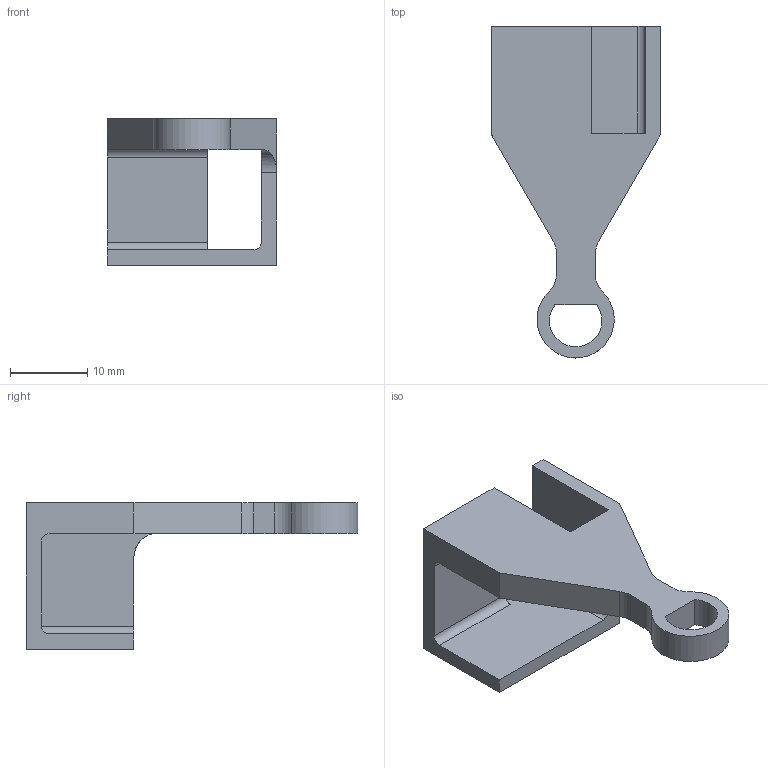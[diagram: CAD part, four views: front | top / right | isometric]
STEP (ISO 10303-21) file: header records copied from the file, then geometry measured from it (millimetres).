
FILE_DESCRIPTION(/* description */ (''),/* implementation_level */ '2;1');
FILE_NAME(/* name */ 'YpartKnucleV2.ipt.stp',/* time_stamp */ '2021-06-20T10:03:15-05:00',/* author */ ('svale'),/* organization */ (''),/* preprocessor_version */ 'ST-DEVELOPER v18.1',/* originating_system */ 'Autodesk Inventor 2021',/* authorisation */ '');
FILE_SCHEMA (('AUTOMOTIVE_DESIGN { 1 0 10303 214 3 1 1 }'));
Length unit declared in the file: millimetre
Products named in the file (1): YpartKnucleV2
Bounding box: 22 x 43.04 x 19 mm (x, y, z)
Volume: 3247.7 mm3; surface area: 3075 mm2
Topology: 1 solids, 1 shells, 27 faces, 82 edges, 57 vertices
Faces by surface type: plane 17, cylinder 10
Entity records: 973 total; most frequent: CARTESIAN_POINT 165, ORIENTED_EDGE 160, DIRECTION 156, EDGE_CURVE 80, LINE 60, VECTOR 60, VERTEX_POINT 53, AXIS2_PLACEMENT_3D 48
